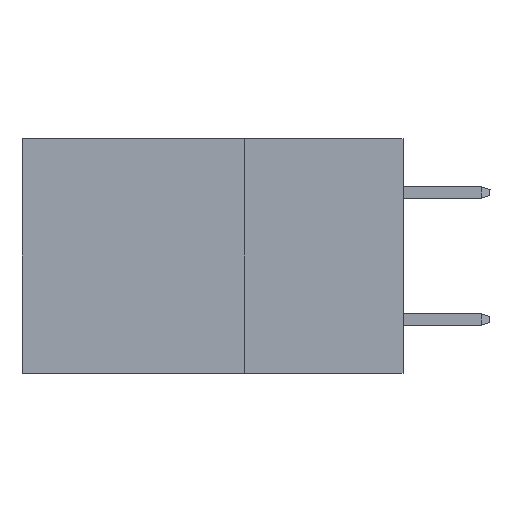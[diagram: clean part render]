
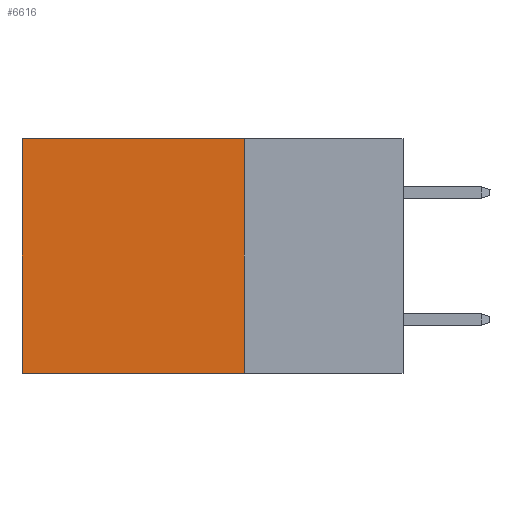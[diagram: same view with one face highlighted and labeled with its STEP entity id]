
A CAD part, left-side view. The second image highlights one B-rep face of the part: STEP entity #6616.
In plain terms, the highlighted planar face has unit normal (-1, 0, 0).
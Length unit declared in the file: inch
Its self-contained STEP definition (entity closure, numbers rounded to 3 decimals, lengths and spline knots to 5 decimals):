
#945 = DIRECTION ( 'NONE',  ( 1., 0., 0. ) ) ;
#3116 = LINE ( 'NONE', #3936, #13413 ) ;
#3459 = ORIENTED_EDGE ( 'NONE', *, *, #12900, .F. ) ;
#3936 = CARTESIAN_POINT ( 'NONE',  ( 0.2875, 0.6, 0. ) ) ;
#4225 = CARTESIAN_POINT ( 'NONE',  ( 0.2875, 0.25, 0. ) ) ;
#5409 = ORIENTED_EDGE ( 'NONE', *, *, #22142, .T. ) ;
#6616 = ADVANCED_FACE ( 'NONE', ( #35417 ), #22798, .F. ) ;
#7447 = EDGE_CURVE ( 'NONE', #23608, #17438, #3116, .T. ) ;
#7814 = CARTESIAN_POINT ( 'NONE',  ( 0.2875, 0.25, 0. ) ) ;
#9921 = EDGE_CURVE ( 'NONE', #21626, #17438, #27355, .T. ) ;
#10168 = EDGE_LOOP ( 'NONE', ( #21570, #39016, #3459, #5409 ) ) ;
#10307 = DIRECTION ( 'NONE',  ( 0., 1., 0. ) ) ;
#12900 = EDGE_CURVE ( 'NONE', #39260, #21626, #35292, .T. ) ;
#13285 = CARTESIAN_POINT ( 'NONE',  ( 0.2875, 0.6, -0.37 ) ) ;
#13413 = VECTOR ( 'NONE', #15696, 39.37008 ) ;
#15696 = DIRECTION ( 'NONE',  ( 0., 0., -1. ) ) ;
#16808 = DIRECTION ( 'NONE',  ( 0., 0., -1. ) ) ;
#16894 = CARTESIAN_POINT ( 'NONE',  ( 0.2875, 0.25, 0. ) ) ;
#16900 = AXIS2_PLACEMENT_3D ( 'NONE', #4225, #945, #16808 ) ;
#17292 = LINE ( 'NONE', #16894, #24018 ) ;
#17438 = VERTEX_POINT ( 'NONE', #13285 ) ;
#18508 = CARTESIAN_POINT ( 'NONE',  ( 0.2875, 0.6, 0. ) ) ;
#18878 = CARTESIAN_POINT ( 'NONE',  ( 0.2875, 0.25, 0. ) ) ;
#20253 = VECTOR ( 'NONE', #36432, 39.37008 ) ;
#21570 = ORIENTED_EDGE ( 'NONE', *, *, #7447, .T. ) ;
#21626 = VERTEX_POINT ( 'NONE', #23131 ) ;
#22142 = EDGE_CURVE ( 'NONE', #39260, #23608, #17292, .T. ) ;
#22798 = PLANE ( 'NONE',  #16900 ) ;
#23131 = CARTESIAN_POINT ( 'NONE',  ( 0.2875, 0.25, -0.37 ) ) ;
#23608 = VERTEX_POINT ( 'NONE', #18508 ) ;
#24018 = VECTOR ( 'NONE', #10307, 39.37008 ) ;
#27355 = LINE ( 'NONE', #37052, #20253 ) ;
#29892 = DIRECTION ( 'NONE',  ( 0., 0., -1. ) ) ;
#30328 = VECTOR ( 'NONE', #29892, 39.37008 ) ;
#35292 = LINE ( 'NONE', #7814, #30328 ) ;
#35417 = FACE_OUTER_BOUND ( 'NONE', #10168, .T. ) ;
#36432 = DIRECTION ( 'NONE',  ( 0., 1., 0. ) ) ;
#37052 = CARTESIAN_POINT ( 'NONE',  ( 0.2875, 0.25, -0.37 ) ) ;
#39016 = ORIENTED_EDGE ( 'NONE', *, *, #9921, .F. ) ;
#39260 = VERTEX_POINT ( 'NONE', #18878 ) ;
